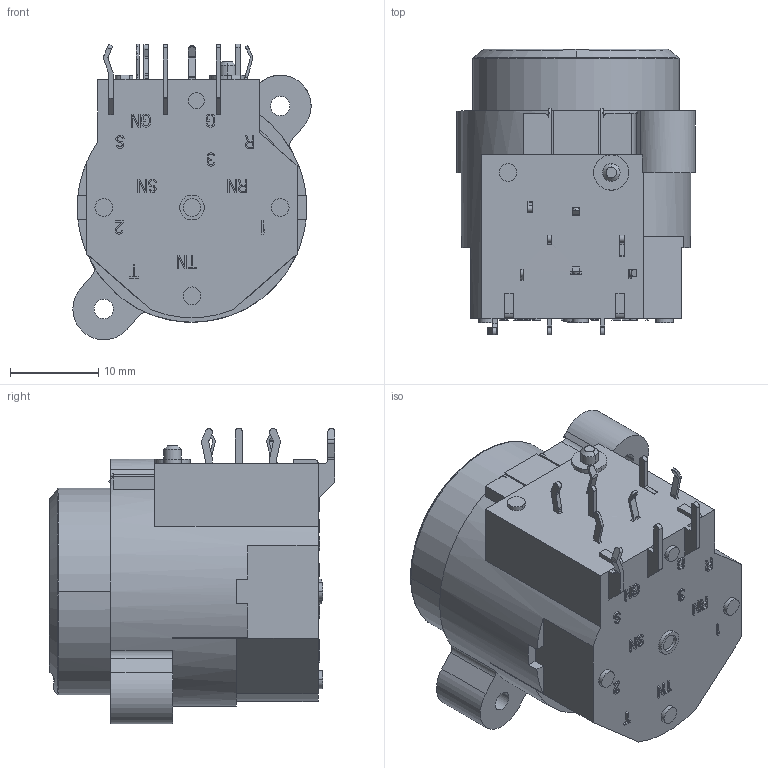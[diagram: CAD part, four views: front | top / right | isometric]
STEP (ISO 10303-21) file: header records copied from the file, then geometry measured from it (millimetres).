
FILE_DESCRIPTION((''),'2;1');
FILE_NAME('PRT0068','2021-04-06T',('zyj'),(''),'PRO/ENGINEER BY PARAMETRIC TECHNOLOGY CORPORATION, 2013040','PRO/ENGINEER BY PARAMETRIC TECHNOLOGY CORPORATION, 2013040','');
FILE_SCHEMA(('CONFIG_CONTROL_DESIGN','SHAPE_APPEARANCE_LAYERS_GROUPS'));
Length unit declared in the file: millimetre
Products named in the file (1): PRT0068
Bounding box: 27 x 32.4 x 33.52 mm (x, y, z)
Volume: 13816.3 mm3; surface area: 8071.5 mm2
Topology: 1 solids, 13 shells, 1234 faces, 3584 edges, 2393 vertices
Faces by surface type: plane 913, cylinder 289, torus 14, bspline 11, cone 6, extrusion 1
Entity records: 41750 total; most frequent: CARTESIAN_POINT 8522, ORIENTED_EDGE 7168, DIRECTION 6607, EDGE_CURVE 3584, VECTOR 2729, LINE 2728, VERTEX_POINT 2393, AXIS2_PLACEMENT_3D 1939
